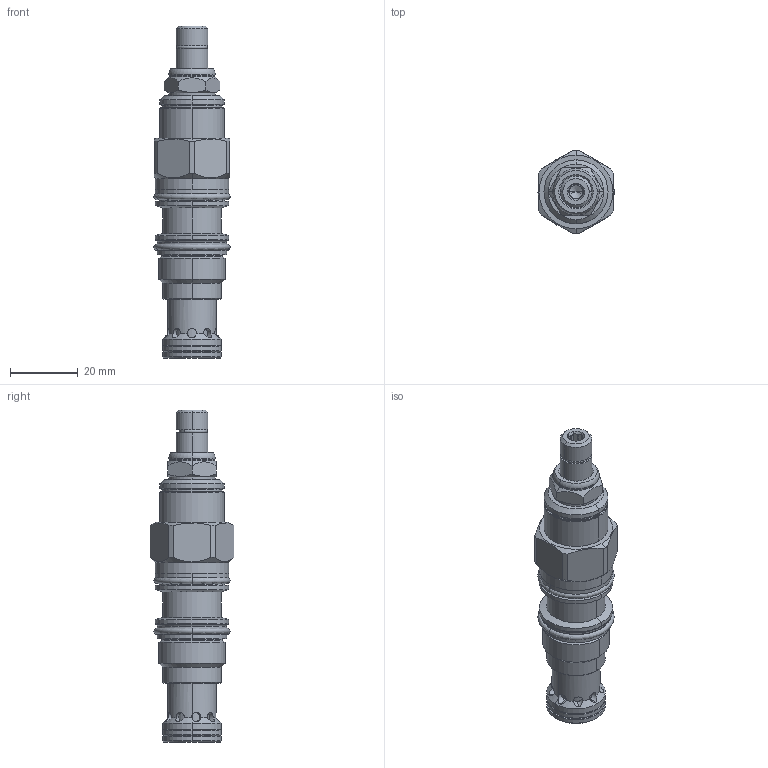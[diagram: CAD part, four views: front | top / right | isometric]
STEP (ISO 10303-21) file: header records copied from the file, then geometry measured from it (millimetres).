
FILE_DESCRIPTION((''),'2;1');
FILE_NAME('RSDS-LAN_PRT','2014-12-02T',('Administrator'),(''),'PRO/ENGINEER BY PARAMETRIC TECHNOLOGY CORPORATION, 2006240','PRO/ENGINEER BY PARAMETRIC TECHNOLOGY CORPORATION, 2006240','');
FILE_SCHEMA(('CONFIG_CONTROL_DESIGN'));
Length unit declared in the file: inch
Products named in the file (1): RSDS-LAN_PRT
Bounding box: 22.55 x 24.84 x 98.37 mm (x, y, z)
Volume: 23748.2 mm3; surface area: 9267.1 mm2
Topology: 3 solids, 3 shells, 261 faces, 659 edges, 406 vertices
Faces by surface type: cylinder 97, plane 69, cone 48, torus 35, revolution 8, sphere 2, bspline 2
Entity records: 10407 total; most frequent: CARTESIAN_POINT 4087, DIRECTION 1352, ORIENTED_EDGE 1310, EDGE_CURVE 655, AXIS2_PLACEMENT_3D 568, VERTEX_POINT 406, CIRCLE 317, EDGE_LOOP 289
